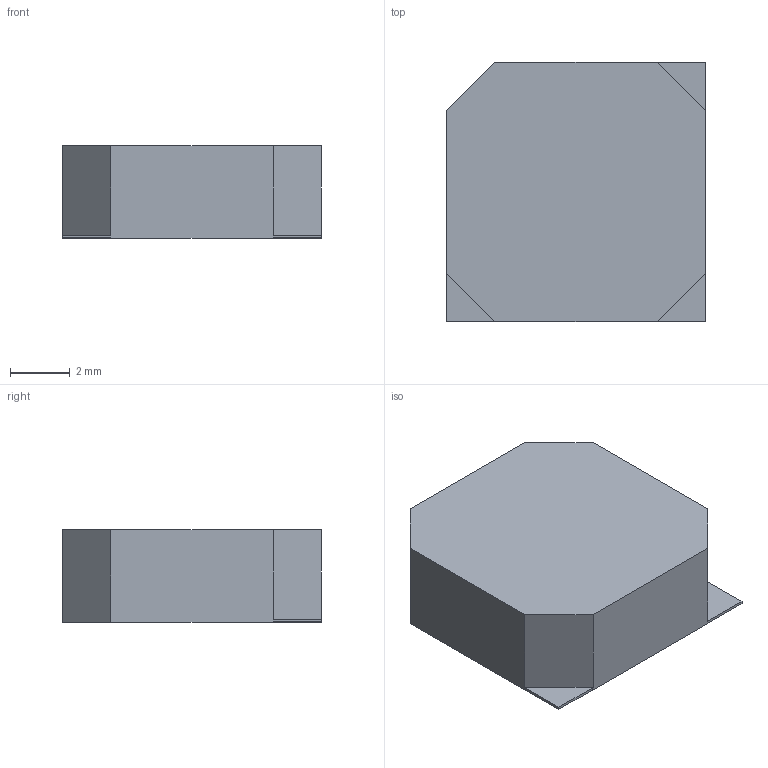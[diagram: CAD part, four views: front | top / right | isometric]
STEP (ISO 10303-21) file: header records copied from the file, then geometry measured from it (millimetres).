
FILE_DESCRIPTION(/* description */ (''),/* implementation_level */ '2;1');
FILE_NAME(/* name */ 'HYG8503 passive buzzer v2.step',/* time_stamp */ '2018-06-02T22:40:18+01:00',/* author */ ('eric.n.tech'),/* organization */ (''),/* preprocessor_version */ 'ST-DEVELOPER v17',/* originating_system */ 'Autodesk Translation Framework v7.1.0.215',/* authorisation */ '');
FILE_SCHEMA (('AUTOMOTIVE_DESIGN { 1 0 10303 214 3 1 1 }','AP242_MANAGED_MODEL_BASED_3D_ENGINEERING_MIM_LF { 1 0 10303 442 1 1 4 }'));
Length unit declared in the file: millimetre
Products named in the file (1): HYG8503 passive buzzer
Bounding box: 8.7 x 8.7 x 3.1 mm (x, y, z)
Volume: 211.6 mm3; surface area: 263.1 mm2
Topology: 1 solids, 1 shells, 24 faces, 63 edges, 42 vertices
Faces by surface type: plane 24
Entity records: 780 total; most frequent: CARTESIAN_POINT 130, ORIENTED_EDGE 126, DIRECTION 113, LINE 63, VECTOR 63, EDGE_CURVE 63, VERTEX_POINT 42, EDGE_LOOP 25
